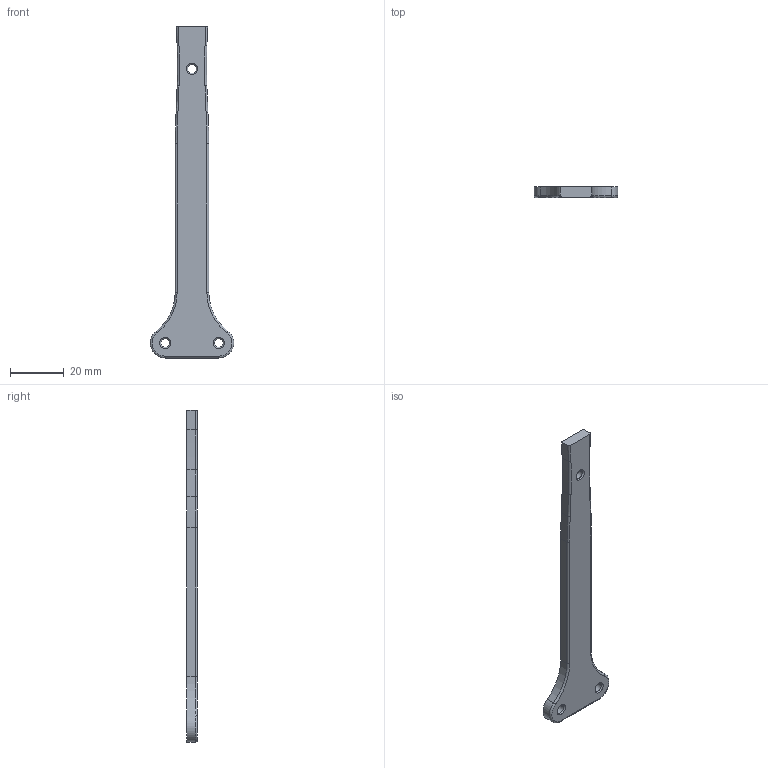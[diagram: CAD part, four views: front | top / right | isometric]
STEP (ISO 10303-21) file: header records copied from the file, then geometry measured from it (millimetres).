
FILE_DESCRIPTION((''),'2;1');
FILE_NAME('SPINE','2026-01-14T14:29:29',('james'),(''),'CREO PARAMETRIC BY PTC INC, 2023294','CREO PARAMETRIC BY PTC INC, 2023294','');
FILE_SCHEMA(('CONFIG_CONTROL_DESIGN'));
Length unit declared in the file: millimetre
Products named in the file (1): SPINE
Bounding box: 31.18 x 4 x 124.01 mm (x, y, z)
Volume: 6819.8 mm3; surface area: 4626.4 mm2
Topology: 1 solids, 1 shells, 45 faces, 109 edges, 66 vertices
Faces by surface type: cylinder 19, plane 8, torus 8, cone 6, bspline 2, extrusion 2
Entity records: 1451 total; most frequent: CARTESIAN_POINT 326, DIRECTION 241, ORIENTED_EDGE 218, EDGE_CURVE 109, AXIS2_PLACEMENT_3D 97, VERTEX_POINT 66, CIRCLE 56, EDGE_LOOP 51
